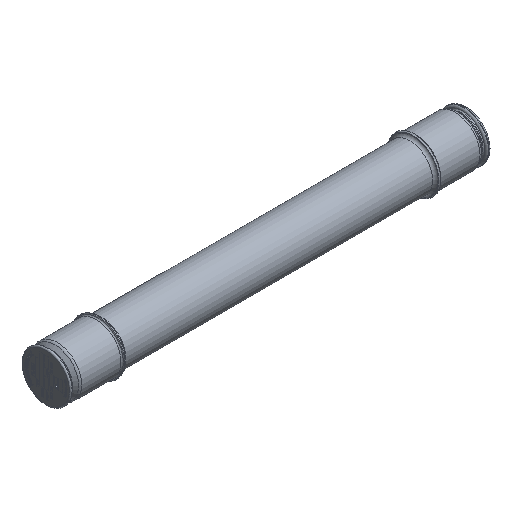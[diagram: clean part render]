
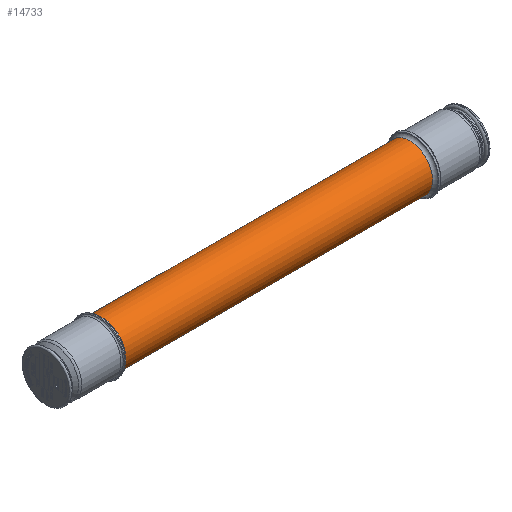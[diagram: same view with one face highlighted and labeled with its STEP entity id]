
A CAD part, isometric view. The second image highlights one B-rep face of the part: STEP entity #14733.
In plain terms, the highlighted cylindrical face has radius 23.581 mm (diameter 47.162 mm), a full revolution.
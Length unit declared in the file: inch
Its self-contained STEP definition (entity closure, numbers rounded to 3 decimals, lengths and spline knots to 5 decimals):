
#18 = AXIS2_PLACEMENT_3D ( 'NONE', #3049, #5207, #556 ) ;
#556 = DIRECTION ( 'NONE',  ( 0., 0., 1. ) ) ;
#645 = DIRECTION ( 'NONE',  ( 0., 0., 1. ) ) ;
#848 = CIRCLE ( 'NONE', #18, 0.92839 ) ;
#2405 = DIRECTION ( 'NONE',  ( -1., 0., 0. ) ) ;
#2437 = AXIS2_PLACEMENT_3D ( 'NONE', #18793, #2405, #5653 ) ;
#3049 = CARTESIAN_POINT ( 'NONE',  ( 8.1388, 0., 0. ) ) ;
#3277 = VERTEX_POINT ( 'NONE', #18279 ) ;
#3645 = EDGE_LOOP ( 'NONE', ( #4940 ) ) ;
#4940 = ORIENTED_EDGE ( 'NONE', *, *, #6284, .F. ) ;
#5207 = DIRECTION ( 'NONE',  ( 1., 0., 0. ) ) ;
#5653 = DIRECTION ( 'NONE',  ( 0., 0., 1. ) ) ;
#6284 = EDGE_CURVE ( 'NONE', #3277, #3277, #848, .T. ) ;
#7686 = AXIS2_PLACEMENT_3D ( 'NONE', #18305, #9537, #645 ) ;
#9537 = DIRECTION ( 'NONE',  ( 1., 0., 0. ) ) ;
#11657 = CYLINDRICAL_SURFACE ( 'NONE', #2437, 0.92839 ) ;
#11697 = FACE_OUTER_BOUND ( 'NONE', #11924, .T. ) ;
#11924 = EDGE_LOOP ( 'NONE', ( #14885 ) ) ;
#12594 = CARTESIAN_POINT ( 'NONE',  ( -8.1388, 0., 0.92839 ) ) ;
#13226 = VERTEX_POINT ( 'NONE', #12594 ) ;
#13771 = CIRCLE ( 'NONE', #7686, 0.92839 ) ;
#14733 = ADVANCED_FACE ( 'NONE', ( #16283, #11697 ), #11657, .T. ) ;
#14885 = ORIENTED_EDGE ( 'NONE', *, *, #18700, .T. ) ;
#16283 = FACE_OUTER_BOUND ( 'NONE', #3645, .T. ) ;
#18279 = CARTESIAN_POINT ( 'NONE',  ( 8.1388, 0., 0.92839 ) ) ;
#18305 = CARTESIAN_POINT ( 'NONE',  ( -8.1388, 0., 0. ) ) ;
#18700 = EDGE_CURVE ( 'NONE', #13226, #13226, #13771, .T. ) ;
#18793 = CARTESIAN_POINT ( 'NONE',  ( 8.1388, 0., 0. ) ) ;
